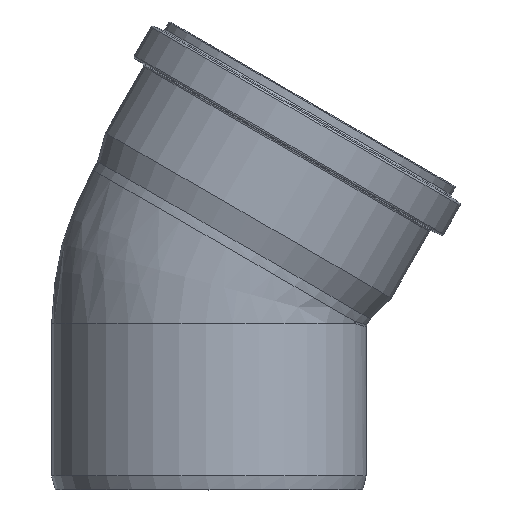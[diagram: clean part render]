
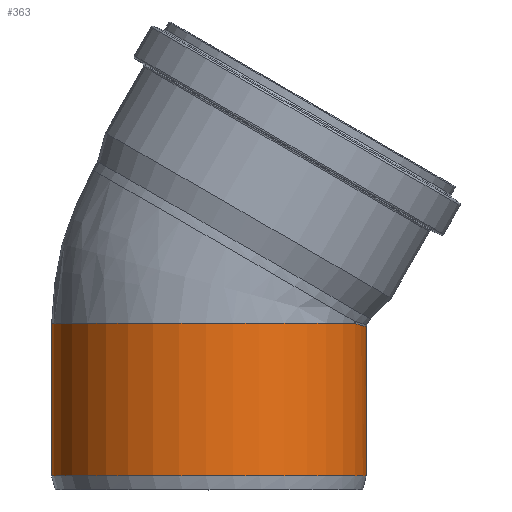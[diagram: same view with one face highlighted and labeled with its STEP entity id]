
A CAD part, top view. The second image highlights one B-rep face of the part: STEP entity #363.
In plain terms, the highlighted cylindrical face has radius 80.075 mm (diameter 160.15 mm), a full revolution.
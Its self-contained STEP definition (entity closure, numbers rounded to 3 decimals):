
#35=FACE_BOUND('',#149,.T.);
#66=CYLINDRICAL_SURFACE('',#401,80.075);
#77=CIRCLE('',#399,80.075);
#79=CIRCLE('',#402,80.075);
#114=FACE_OUTER_BOUND('',#148,.T.);
#148=EDGE_LOOP('',(#294,#295));
#149=EDGE_LOOP('',(#296));
#211=ELLIPSE('',#397,83.04,80.075);
#215=VERTEX_POINT('',#618);
#217=VERTEX_POINT('',#627);
#219=VERTEX_POINT('',#668);
#250=EDGE_CURVE('',#215,#217,#211,.T.);
#253=EDGE_CURVE('',#217,#215,#77,.T.);
#255=EDGE_CURVE('',#219,#219,#79,.T.);
#294=ORIENTED_EDGE('',*,*,#250,.F.);
#295=ORIENTED_EDGE('',*,*,#253,.F.);
#296=ORIENTED_EDGE('',*,*,#255,.T.);
#363=ADVANCED_FACE('',(#114,#35),#66,.T.);
#397=AXIS2_PLACEMENT_3D('',#628,#465,#466);
#399=AXIS2_PLACEMENT_3D('',#665,#469,#470);
#401=AXIS2_PLACEMENT_3D('',#667,#473,#474);
#402=AXIS2_PLACEMENT_3D('',#669,#475,#476);
#465=DIRECTION('center_axis',(0.265,0.964,0.));
#466=DIRECTION('ref_axis',(0.964,-0.265,0.));
#469=DIRECTION('center_axis',(0.,1.,0.));
#470=DIRECTION('ref_axis',(1.,0.,0.));
#473=DIRECTION('center_axis',(0.,1.,0.));
#474=DIRECTION('ref_axis',(1.,0.,0.));
#475=DIRECTION('center_axis',(0.,1.,0.));
#476=DIRECTION('ref_axis',(1.,0.,0.));
#618=CARTESIAN_POINT('',(74.221,84.522,30.054));
#627=CARTESIAN_POINT('',(74.221,84.522,-30.054));
#628=CARTESIAN_POINT('Origin',(0.,104.906,0.));
#665=CARTESIAN_POINT('Origin',(0.,84.522,0.));
#667=CARTESIAN_POINT('Origin',(0.,0.,0.));
#668=CARTESIAN_POINT('',(-80.075,7.,0.));
#669=CARTESIAN_POINT('Origin',(0.,7.,0.));
